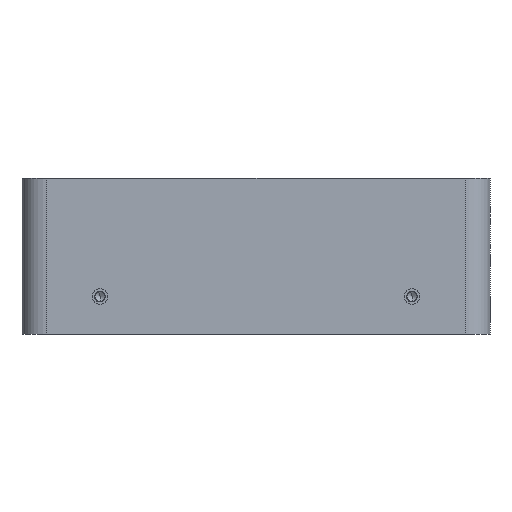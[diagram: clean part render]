
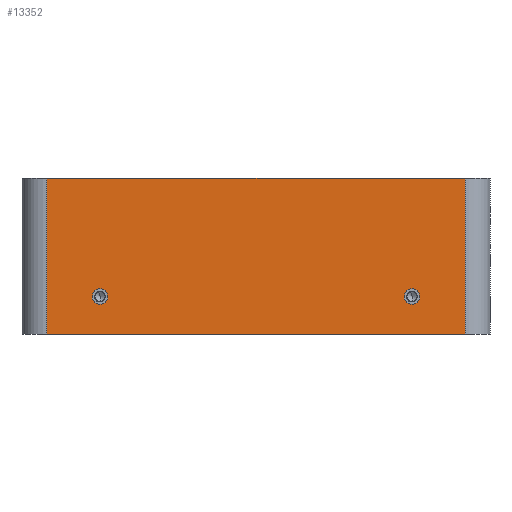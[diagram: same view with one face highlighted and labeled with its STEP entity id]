
A CAD part, left-side view. The second image highlights one B-rep face of the part: STEP entity #13352.
In plain terms, the highlighted planar face has unit normal (-1, 0, 0).
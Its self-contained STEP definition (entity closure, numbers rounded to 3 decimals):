
#36 = DIRECTION ( 'NONE',  ( 1., 0., 0. ) ) ;
#862 = DIRECTION ( 'NONE',  ( 0., -1., 0. ) ) ;
#949 = VERTEX_POINT ( 'NONE', #14342 ) ;
#1333 = FACE_BOUND ( 'NONE', #10727, .T. ) ;
#1420 = EDGE_CURVE ( 'NONE', #4780, #10980, #6082, .T. ) ;
#1651 = VERTEX_POINT ( 'NONE', #15951 ) ;
#1998 = AXIS2_PLACEMENT_3D ( 'NONE', #13791, #6232, #12208 ) ;
#2074 = ORIENTED_EDGE ( 'NONE', *, *, #16328, .F. ) ;
#2179 = DIRECTION ( 'NONE',  ( -1., 0., 0. ) ) ;
#2285 = LINE ( 'NONE', #8293, #3197 ) ;
#2534 = LINE ( 'NONE', #8342, #14803 ) ;
#3197 = VECTOR ( 'NONE', #6813, 1000. ) ;
#3384 = CIRCLE ( 'NONE', #4035, 2.5 ) ;
#3757 = CARTESIAN_POINT ( 'NONE',  ( 0., 142., 50. ) ) ;
#3944 = CARTESIAN_POINT ( 'NONE',  ( 0., 8., 50. ) ) ;
#4035 = AXIS2_PLACEMENT_3D ( 'NONE', #18950, #5641, #15850 ) ;
#4729 = DIRECTION ( 'NONE',  ( 0., 0., -1. ) ) ;
#4780 = VERTEX_POINT ( 'NONE', #12708 ) ;
#4865 = ORIENTED_EDGE ( 'NONE', *, *, #1420, .F. ) ;
#5236 = LINE ( 'NONE', #3757, #8255 ) ;
#5448 = EDGE_CURVE ( 'NONE', #18864, #16780, #2534, .T. ) ;
#5641 = DIRECTION ( 'NONE',  ( -1., 0., 0. ) ) ;
#5817 = AXIS2_PLACEMENT_3D ( 'NONE', #10366, #36, #11836 ) ;
#5861 = FACE_OUTER_BOUND ( 'NONE', #13151, .T. ) ;
#6082 = CIRCLE ( 'NONE', #1998, 2.5 ) ;
#6232 = DIRECTION ( 'NONE',  ( -1., 0., 0. ) ) ;
#6302 = CARTESIAN_POINT ( 'NONE',  ( 0., 8., 50. ) ) ;
#6714 = EDGE_CURVE ( 'NONE', #10679, #949, #15005, .T. ) ;
#6813 = DIRECTION ( 'NONE',  ( 0., -1., 0. ) ) ;
#6880 = EDGE_CURVE ( 'NONE', #10980, #4780, #3384, .T. ) ;
#7121 = ORIENTED_EDGE ( 'NONE', *, *, #10655, .F. ) ;
#7783 = CARTESIAN_POINT ( 'NONE',  ( 0., 125., 12. ) ) ;
#8255 = VECTOR ( 'NONE', #9743, 1000. ) ;
#8293 = CARTESIAN_POINT ( 'NONE',  ( 0., 8., 0. ) ) ;
#8342 = CARTESIAN_POINT ( 'NONE',  ( 0., 8., 50. ) ) ;
#8455 = VERTEX_POINT ( 'NONE', #16241 ) ;
#9149 = LINE ( 'NONE', #6302, #10989 ) ;
#9155 = EDGE_LOOP ( 'NONE', ( #12088, #4865 ) ) ;
#9156 = DIRECTION ( 'NONE',  ( 0., 0., 1. ) ) ;
#9267 = DIRECTION ( 'NONE',  ( 0., 0., 1. ) ) ;
#9653 = EDGE_CURVE ( 'NONE', #18864, #1651, #5236, .T. ) ;
#9656 = EDGE_CURVE ( 'NONE', #1651, #8455, #2285, .T. ) ;
#9677 = AXIS2_PLACEMENT_3D ( 'NONE', #11024, #2179, #9267 ) ;
#9743 = DIRECTION ( 'NONE',  ( 0., 0., -1. ) ) ;
#10366 = CARTESIAN_POINT ( 'NONE',  ( 0., 8., 50. ) ) ;
#10404 = ORIENTED_EDGE ( 'NONE', *, *, #9653, .T. ) ;
#10655 = EDGE_CURVE ( 'NONE', #16780, #8455, #9149, .T. ) ;
#10679 = VERTEX_POINT ( 'NONE', #15627 ) ;
#10727 = EDGE_LOOP ( 'NONE', ( #2074, #15581 ) ) ;
#10980 = VERTEX_POINT ( 'NONE', #13556 ) ;
#10989 = VECTOR ( 'NONE', #4729, 1000. ) ;
#11024 = CARTESIAN_POINT ( 'NONE',  ( 0., 125., 12. ) ) ;
#11394 = CIRCLE ( 'NONE', #14542, 2.5 ) ;
#11836 = DIRECTION ( 'NONE',  ( 0., 0., -1. ) ) ;
#12088 = ORIENTED_EDGE ( 'NONE', *, *, #6880, .F. ) ;
#12208 = DIRECTION ( 'NONE',  ( 0., 0., 1. ) ) ;
#12708 = CARTESIAN_POINT ( 'NONE',  ( 0., 25., 9.5 ) ) ;
#13151 = EDGE_LOOP ( 'NONE', ( #18352, #7121, #16316, #10404 ) ) ;
#13352 = ADVANCED_FACE ( 'NONE', ( #14698, #1333, #5861 ), #13415, .F. ) ;
#13415 = PLANE ( 'NONE',  #5817 ) ;
#13556 = CARTESIAN_POINT ( 'NONE',  ( 0., 25., 14.5 ) ) ;
#13791 = CARTESIAN_POINT ( 'NONE',  ( 0., 25., 12. ) ) ;
#14342 = CARTESIAN_POINT ( 'NONE',  ( 0., 125., 14.5 ) ) ;
#14542 = AXIS2_PLACEMENT_3D ( 'NONE', #7783, #15237, #9156 ) ;
#14698 = FACE_BOUND ( 'NONE', #9155, .T. ) ;
#14803 = VECTOR ( 'NONE', #862, 1000. ) ;
#15005 = CIRCLE ( 'NONE', #9677, 2.5 ) ;
#15237 = DIRECTION ( 'NONE',  ( -1., 0., 0. ) ) ;
#15581 = ORIENTED_EDGE ( 'NONE', *, *, #6714, .F. ) ;
#15627 = CARTESIAN_POINT ( 'NONE',  ( 0., 125., 9.5 ) ) ;
#15850 = DIRECTION ( 'NONE',  ( 0., 0., 1. ) ) ;
#15951 = CARTESIAN_POINT ( 'NONE',  ( 0., 142., 0. ) ) ;
#16241 = CARTESIAN_POINT ( 'NONE',  ( 0., 8., 0. ) ) ;
#16316 = ORIENTED_EDGE ( 'NONE', *, *, #5448, .F. ) ;
#16328 = EDGE_CURVE ( 'NONE', #949, #10679, #11394, .T. ) ;
#16780 = VERTEX_POINT ( 'NONE', #3944 ) ;
#17977 = CARTESIAN_POINT ( 'NONE',  ( 0., 142., 50. ) ) ;
#18352 = ORIENTED_EDGE ( 'NONE', *, *, #9656, .T. ) ;
#18864 = VERTEX_POINT ( 'NONE', #17977 ) ;
#18950 = CARTESIAN_POINT ( 'NONE',  ( 0., 25., 12. ) ) ;
